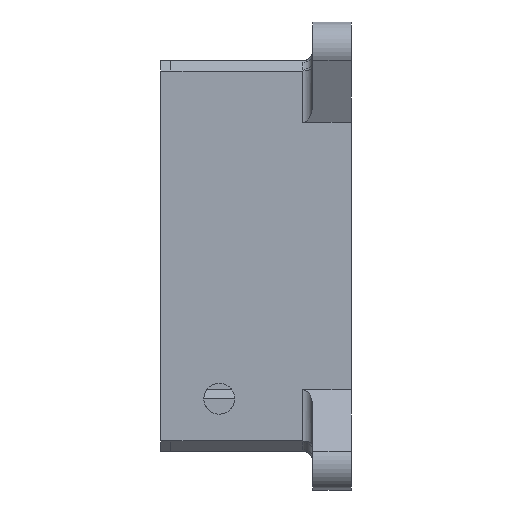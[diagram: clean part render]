
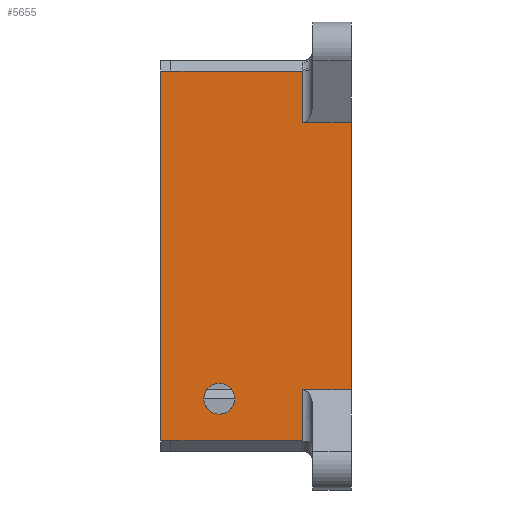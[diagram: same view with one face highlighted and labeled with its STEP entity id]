
A CAD part, left-side view. The second image highlights one B-rep face of the part: STEP entity #5655.
In plain terms, the highlighted planar face has unit normal (-1, 0, 0).
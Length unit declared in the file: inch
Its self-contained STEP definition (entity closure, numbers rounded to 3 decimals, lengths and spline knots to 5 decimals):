
#19 = PLANE ( 'NONE',  #360 ) ;
#102 = EDGE_CURVE ( 'NONE', #2602, #5264, #3994, .T. ) ;
#133 = VECTOR ( 'NONE', #3955, 39.37008 ) ;
#201 = VERTEX_POINT ( 'NONE', #2390 ) ;
#256 = VECTOR ( 'NONE', #5296, 39.37008 ) ;
#360 = AXIS2_PLACEMENT_3D ( 'NONE', #6263, #2695, #4733 ) ;
#362 = EDGE_CURVE ( 'NONE', #1000, #2602, #4144, .T. ) ;
#378 = EDGE_LOOP ( 'NONE', ( #1220, #3957 ) ) ;
#648 = CARTESIAN_POINT ( 'NONE',  ( -3.34, 0., -0.95 ) ) ;
#668 = CARTESIAN_POINT ( 'NONE',  ( -3.34, 0., 0. ) ) ;
#752 = LINE ( 'NONE', #3334, #3177 ) ;
#771 = LINE ( 'NONE', #1383, #5320 ) ;
#1000 = VERTEX_POINT ( 'NONE', #6575 ) ;
#1145 = LINE ( 'NONE', #668, #5136 ) ;
#1165 = DIRECTION ( 'NONE',  ( 0., 1., 0. ) ) ;
#1219 = LINE ( 'NONE', #2104, #6677 ) ;
#1220 = ORIENTED_EDGE ( 'NONE', *, *, #4833, .F. ) ;
#1383 = CARTESIAN_POINT ( 'NONE',  ( -3.34, 0.375, 1.65 ) ) ;
#1455 = EDGE_CURVE ( 'NONE', #2526, #201, #1219, .T. ) ;
#1462 = VERTEX_POINT ( 'NONE', #648 ) ;
#1499 = ORIENTED_EDGE ( 'NONE', *, *, #2998, .T. ) ;
#1517 = CARTESIAN_POINT ( 'NONE',  ( -3.34, 1.28506, -1.03914 ) ) ;
#1662 = CARTESIAN_POINT ( 'NONE',  ( -3.34, 1.855, -1.55 ) ) ;
#1714 = CARTESIAN_POINT ( 'NONE',  ( -3.34, 1., -1.45 ) ) ;
#1901 = DIRECTION ( 'NONE',  ( 0., -1., 0. ) ) ;
#1961 = ORIENTED_EDGE ( 'NONE', *, *, #6324, .T. ) ;
#2046 = ORIENTED_EDGE ( 'NONE', *, *, #1455, .T. ) ;
#2104 = CARTESIAN_POINT ( 'NONE',  ( -3.34, 1., 2.15 ) ) ;
#2138 = ORIENTED_EDGE ( 'NONE', *, *, #362, .T. ) ;
#2390 = CARTESIAN_POINT ( 'NONE',  ( -3.34, 1.855, 2.15 ) ) ;
#2398 = VERTEX_POINT ( 'NONE', #4758 ) ;
#2406 = EDGE_CURVE ( 'NONE', #5264, #1462, #4880, .T. ) ;
#2473 = DIRECTION ( 'NONE',  ( 0., -1., 0. ) ) ;
#2502 = VERTEX_POINT ( 'NONE', #4622 ) ;
#2526 = VERTEX_POINT ( 'NONE', #5277 ) ;
#2568 = DIRECTION ( 'NONE',  ( 0., -1., 0. ) ) ;
#2602 = VERTEX_POINT ( 'NONE', #6279 ) ;
#2676 = AXIS2_PLACEMENT_3D ( 'NONE', #6455, #5999, #5403 ) ;
#2695 = DIRECTION ( 'NONE',  ( 1., 0., 0. ) ) ;
#2987 = ORIENTED_EDGE ( 'NONE', *, *, #5200, .T. ) ;
#2998 = EDGE_CURVE ( 'NONE', #5512, #2502, #3945, .T. ) ;
#3106 = VECTOR ( 'NONE', #5959, 39.37008 ) ;
#3177 = VECTOR ( 'NONE', #4904, 39.37008 ) ;
#3246 = ORIENTED_EDGE ( 'NONE', *, *, #102, .T. ) ;
#3334 = CARTESIAN_POINT ( 'NONE',  ( -3.34, 1., 2.15 ) ) ;
#3349 = LINE ( 'NONE', #1714, #5964 ) ;
#3611 = CARTESIAN_POINT ( 'NONE',  ( -3.34, 1., -1.45 ) ) ;
#3647 = DIRECTION ( 'NONE',  ( -1., 0., 0. ) ) ;
#3680 = FACE_BOUND ( 'NONE', #378, .T. ) ;
#3772 = AXIS2_PLACEMENT_3D ( 'NONE', #1517, #3647, #4689 ) ;
#3776 = CARTESIAN_POINT ( 'NONE',  ( -3.34, 0.375, -0.95 ) ) ;
#3794 = VERTEX_POINT ( 'NONE', #5023 ) ;
#3945 = LINE ( 'NONE', #4990, #133 ) ;
#3955 = DIRECTION ( 'NONE',  ( 0., 0., 1. ) ) ;
#3957 = ORIENTED_EDGE ( 'NONE', *, *, #4115, .F. ) ;
#3994 = LINE ( 'NONE', #5430, #3106 ) ;
#4008 = VERTEX_POINT ( 'NONE', #5243 ) ;
#4014 = ORIENTED_EDGE ( 'NONE', *, *, #4509, .F. ) ;
#4071 = CIRCLE ( 'NONE', #2676, 0.15 ) ;
#4115 = EDGE_CURVE ( 'NONE', #4008, #6731, #4658, .T. ) ;
#4144 = LINE ( 'NONE', #3611, #5395 ) ;
#4194 = DIRECTION ( 'NONE',  ( 0., 0., -1. ) ) ;
#4432 = ORIENTED_EDGE ( 'NONE', *, *, #6143, .F. ) ;
#4509 = EDGE_CURVE ( 'NONE', #5512, #3794, #771, .T. ) ;
#4622 = CARTESIAN_POINT ( 'NONE',  ( -3.34, 0.475, 2.15 ) ) ;
#4653 = EDGE_LOOP ( 'NONE', ( #4014, #1499, #2987, #2046, #4432, #1961, #2138, #3246, #6583, #6395 ) ) ;
#4658 = CIRCLE ( 'NONE', #3772, 0.15 ) ;
#4689 = DIRECTION ( 'NONE',  ( 0., 0., 1. ) ) ;
#4733 = DIRECTION ( 'NONE',  ( 0., 0., -1. ) ) ;
#4758 = CARTESIAN_POINT ( 'NONE',  ( -3.34, 1.855, -1.45 ) ) ;
#4786 = CARTESIAN_POINT ( 'NONE',  ( -3.34, 1.28506, -0.88914 ) ) ;
#4833 = EDGE_CURVE ( 'NONE', #6731, #4008, #4071, .T. ) ;
#4880 = LINE ( 'NONE', #3776, #5772 ) ;
#4904 = DIRECTION ( 'NONE',  ( 0., 1., 0. ) ) ;
#4990 = CARTESIAN_POINT ( 'NONE',  ( -3.34, 0.475, 2.15 ) ) ;
#5023 = CARTESIAN_POINT ( 'NONE',  ( -3.34, 0., 1.65 ) ) ;
#5136 = VECTOR ( 'NONE', #4194, 39.37008 ) ;
#5200 = EDGE_CURVE ( 'NONE', #2502, #2526, #752, .T. ) ;
#5243 = CARTESIAN_POINT ( 'NONE',  ( -3.34, 1.28506, -1.18914 ) ) ;
#5264 = VERTEX_POINT ( 'NONE', #5461 ) ;
#5277 = CARTESIAN_POINT ( 'NONE',  ( -3.34, 1.755, 2.15 ) ) ;
#5296 = DIRECTION ( 'NONE',  ( 0., 0., 1. ) ) ;
#5320 = VECTOR ( 'NONE', #1901, 39.37008 ) ;
#5395 = VECTOR ( 'NONE', #2568, 39.37008 ) ;
#5403 = DIRECTION ( 'NONE',  ( 0., 0., 1. ) ) ;
#5430 = CARTESIAN_POINT ( 'NONE',  ( -3.34, 0.475, -0.95 ) ) ;
#5461 = CARTESIAN_POINT ( 'NONE',  ( -3.34, 0.475, -0.95 ) ) ;
#5512 = VERTEX_POINT ( 'NONE', #6176 ) ;
#5655 = ADVANCED_FACE ( 'NONE', ( #3680, #6124 ), #19, .F. ) ;
#5772 = VECTOR ( 'NONE', #2473, 39.37008 ) ;
#5959 = DIRECTION ( 'NONE',  ( 0., 0., 1. ) ) ;
#5964 = VECTOR ( 'NONE', #5989, 39.37008 ) ;
#5989 = DIRECTION ( 'NONE',  ( 0., -1., 0. ) ) ;
#5999 = DIRECTION ( 'NONE',  ( -1., 0., 0. ) ) ;
#6124 = FACE_OUTER_BOUND ( 'NONE', #4653, .T. ) ;
#6143 = EDGE_CURVE ( 'NONE', #2398, #201, #6454, .T. ) ;
#6176 = CARTESIAN_POINT ( 'NONE',  ( -3.34, 0.475, 1.65 ) ) ;
#6263 = CARTESIAN_POINT ( 'NONE',  ( -3.34, 1., -2.25 ) ) ;
#6279 = CARTESIAN_POINT ( 'NONE',  ( -3.34, 0.475, -1.45 ) ) ;
#6324 = EDGE_CURVE ( 'NONE', #2398, #1000, #3349, .T. ) ;
#6395 = ORIENTED_EDGE ( 'NONE', *, *, #6655, .F. ) ;
#6454 = LINE ( 'NONE', #1662, #256 ) ;
#6455 = CARTESIAN_POINT ( 'NONE',  ( -3.34, 1.28506, -1.03914 ) ) ;
#6575 = CARTESIAN_POINT ( 'NONE',  ( -3.34, 1.755, -1.45 ) ) ;
#6583 = ORIENTED_EDGE ( 'NONE', *, *, #2406, .T. ) ;
#6655 = EDGE_CURVE ( 'NONE', #3794, #1462, #1145, .T. ) ;
#6677 = VECTOR ( 'NONE', #1165, 39.37008 ) ;
#6731 = VERTEX_POINT ( 'NONE', #4786 ) ;
